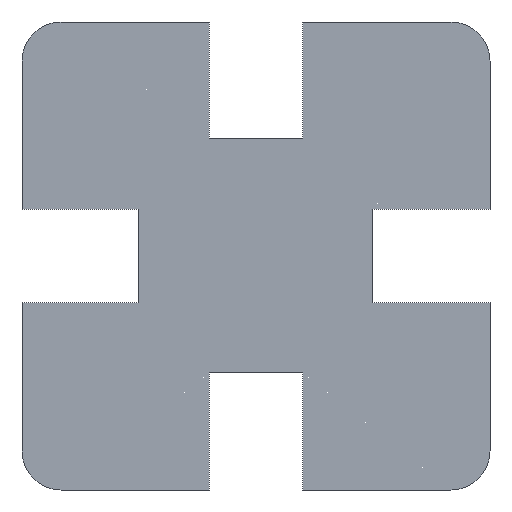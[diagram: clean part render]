
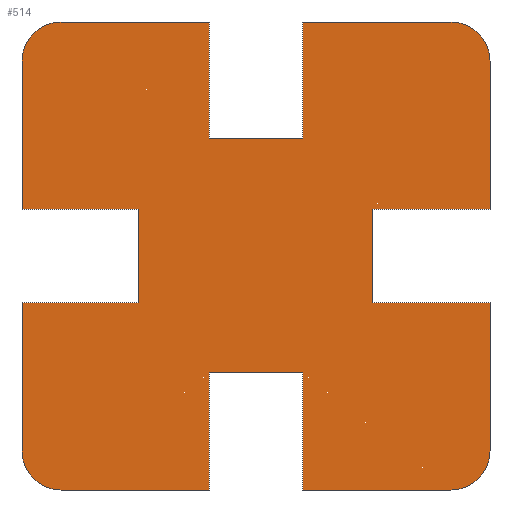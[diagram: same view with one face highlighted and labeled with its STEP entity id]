
A CAD part, front view. The second image highlights one B-rep face of the part: STEP entity #514.
In plain terms, the highlighted planar face has unit normal (0, -1, 0).
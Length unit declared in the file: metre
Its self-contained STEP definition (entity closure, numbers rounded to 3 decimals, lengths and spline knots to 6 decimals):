
#13=CIRCLE('',#532,0.00635);
#15=CIRCLE('',#540,0.00635);
#17=CIRCLE('',#548,0.00635);
#19=CIRCLE('',#556,0.00635);
#120=ORIENTED_EDGE('',*,*,#170,.T.);
#121=ORIENTED_EDGE('',*,*,#174,.T.);
#122=ORIENTED_EDGE('',*,*,#177,.F.);
#123=ORIENTED_EDGE('',*,*,#180,.T.);
#124=ORIENTED_EDGE('',*,*,#183,.T.);
#125=ORIENTED_EDGE('',*,*,#186,.F.);
#126=ORIENTED_EDGE('',*,*,#189,.F.);
#127=ORIENTED_EDGE('',*,*,#192,.T.);
#128=ORIENTED_EDGE('',*,*,#195,.F.);
#129=ORIENTED_EDGE('',*,*,#198,.T.);
#130=ORIENTED_EDGE('',*,*,#201,.T.);
#131=ORIENTED_EDGE('',*,*,#204,.F.);
#132=ORIENTED_EDGE('',*,*,#207,.F.);
#133=ORIENTED_EDGE('',*,*,#210,.T.);
#134=ORIENTED_EDGE('',*,*,#213,.T.);
#135=ORIENTED_EDGE('',*,*,#216,.T.);
#136=ORIENTED_EDGE('',*,*,#219,.F.);
#137=ORIENTED_EDGE('',*,*,#222,.F.);
#138=ORIENTED_EDGE('',*,*,#225,.T.);
#139=ORIENTED_EDGE('',*,*,#228,.T.);
#140=ORIENTED_EDGE('',*,*,#231,.T.);
#141=ORIENTED_EDGE('',*,*,#234,.T.);
#142=ORIENTED_EDGE('',*,*,#237,.F.);
#143=ORIENTED_EDGE('',*,*,#239,.F.);
#170=EDGE_CURVE('',#243,#242,#290,.T.);
#174=EDGE_CURVE('',#242,#245,#13,.T.);
#177=EDGE_CURVE('',#247,#245,#295,.T.);
#180=EDGE_CURVE('',#247,#249,#298,.T.);
#183=EDGE_CURVE('',#249,#251,#301,.T.);
#186=EDGE_CURVE('',#253,#251,#304,.T.);
#189=EDGE_CURVE('',#255,#253,#307,.T.);
#192=EDGE_CURVE('',#255,#257,#15,.T.);
#195=EDGE_CURVE('',#259,#257,#311,.T.);
#198=EDGE_CURVE('',#259,#261,#314,.T.);
#201=EDGE_CURVE('',#261,#263,#317,.T.);
#204=EDGE_CURVE('',#265,#263,#320,.T.);
#207=EDGE_CURVE('',#267,#265,#323,.T.);
#210=EDGE_CURVE('',#267,#269,#17,.T.);
#213=EDGE_CURVE('',#269,#271,#327,.T.);
#216=EDGE_CURVE('',#271,#273,#330,.T.);
#219=EDGE_CURVE('',#275,#273,#333,.T.);
#222=EDGE_CURVE('',#277,#275,#336,.T.);
#225=EDGE_CURVE('',#277,#279,#339,.T.);
#228=EDGE_CURVE('',#279,#281,#19,.T.);
#231=EDGE_CURVE('',#281,#283,#343,.T.);
#234=EDGE_CURVE('',#283,#285,#346,.T.);
#237=EDGE_CURVE('',#287,#285,#349,.T.);
#239=EDGE_CURVE('',#243,#287,#351,.T.);
#242=VERTEX_POINT('',#703);
#243=VERTEX_POINT('',#705);
#245=VERTEX_POINT('',#711);
#247=VERTEX_POINT('',#717);
#249=VERTEX_POINT('',#723);
#251=VERTEX_POINT('',#729);
#253=VERTEX_POINT('',#735);
#255=VERTEX_POINT('',#741);
#257=VERTEX_POINT('',#747);
#259=VERTEX_POINT('',#753);
#261=VERTEX_POINT('',#759);
#263=VERTEX_POINT('',#765);
#265=VERTEX_POINT('',#771);
#267=VERTEX_POINT('',#777);
#269=VERTEX_POINT('',#783);
#271=VERTEX_POINT('',#789);
#273=VERTEX_POINT('',#795);
#275=VERTEX_POINT('',#801);
#277=VERTEX_POINT('',#807);
#279=VERTEX_POINT('',#813);
#281=VERTEX_POINT('',#819);
#283=VERTEX_POINT('',#825);
#285=VERTEX_POINT('',#831);
#287=VERTEX_POINT('',#837);
#290=LINE('',#704,#354);
#295=LINE('',#718,#359);
#298=LINE('',#724,#362);
#301=LINE('',#730,#365);
#304=LINE('',#736,#368);
#307=LINE('',#742,#371);
#311=LINE('',#754,#375);
#314=LINE('',#760,#378);
#317=LINE('',#766,#381);
#320=LINE('',#772,#384);
#323=LINE('',#778,#387);
#327=LINE('',#790,#391);
#330=LINE('',#796,#394);
#333=LINE('',#802,#397);
#336=LINE('',#808,#400);
#339=LINE('',#814,#403);
#343=LINE('',#826,#407);
#346=LINE('',#832,#410);
#349=LINE('',#838,#413);
#351=LINE('',#841,#415);
#354=VECTOR('',#569,1.);
#359=VECTOR('',#582,1.);
#362=VECTOR('',#587,1.);
#365=VECTOR('',#592,1.);
#368=VECTOR('',#597,1.);
#371=VECTOR('',#602,1.);
#375=VECTOR('',#614,1.);
#378=VECTOR('',#619,1.);
#381=VECTOR('',#624,1.);
#384=VECTOR('',#629,1.);
#387=VECTOR('',#634,1.);
#391=VECTOR('',#646,1.);
#394=VECTOR('',#651,1.);
#397=VECTOR('',#656,1.);
#400=VECTOR('',#661,1.);
#403=VECTOR('',#666,1.);
#407=VECTOR('',#678,1.);
#410=VECTOR('',#683,1.);
#413=VECTOR('',#688,1.);
#415=VECTOR('',#692,1.);
#440=EDGE_LOOP('',(#120,#121,#122,#123,#124,#125,#126,#127,#128,#129,#130,
#131,#132,#133,#134,#135,#136,#137,#138,#139,#140,#141,#142,#143));
#466=FACE_BOUND('',#440,.T.);
#488=PLANE('',#561);
#514=ADVANCED_FACE('',(#466),#488,.T.);
#532=AXIS2_PLACEMENT_3D('',#712,#576,#577);
#540=AXIS2_PLACEMENT_3D('',#748,#608,#609);
#548=AXIS2_PLACEMENT_3D('',#784,#640,#641);
#556=AXIS2_PLACEMENT_3D('',#820,#672,#673);
#561=AXIS2_PLACEMENT_3D('',#842,#693,#694);
#569=DIRECTION('',(0.,0.,-1.));
#576=DIRECTION('',(0.,-1.,0.));
#577=DIRECTION('',(0.,0.,-1.));
#582=DIRECTION('',(-1.,0.,0.));
#587=DIRECTION('',(0.,0.,1.));
#592=DIRECTION('',(1.,0.,0.));
#597=DIRECTION('',(0.,0.,1.));
#602=DIRECTION('',(-1.,0.,0.));
#608=DIRECTION('',(0.,-1.,0.));
#609=DIRECTION('',(0.,0.,-1.));
#614=DIRECTION('',(0.,0.,-1.));
#619=DIRECTION('',(-1.,0.,0.));
#624=DIRECTION('',(0.,0.,1.));
#629=DIRECTION('',(-1.,0.,0.));
#634=DIRECTION('',(0.,0.,-1.));
#640=DIRECTION('',(0.,-1.,0.));
#641=DIRECTION('',(0.,0.,-1.));
#646=DIRECTION('',(-1.,0.,0.));
#651=DIRECTION('',(0.,0.,-1.));
#656=DIRECTION('',(1.,0.,0.));
#661=DIRECTION('',(0.,0.,-1.));
#666=DIRECTION('',(-1.,0.,0.));
#672=DIRECTION('',(0.,-1.,0.));
#673=DIRECTION('',(0.,0.,-1.));
#678=DIRECTION('',(0.,0.,-1.));
#683=DIRECTION('',(1.,0.,0.));
#688=DIRECTION('',(0.,0.,1.));
#692=DIRECTION('',(1.,0.,0.));
#693=DIRECTION('',(0.,-1.,0.));
#694=DIRECTION('',(1.,0.,0.));
#703=CARTESIAN_POINT('',(-0.0381,-0.0254,-0.03175));
#704=CARTESIAN_POINT('',(-0.0381,-0.0254,-0.019685));
#705=CARTESIAN_POINT('',(-0.0381,-0.0254,-0.00762));
#711=CARTESIAN_POINT('',(-0.03175,-0.0254,-0.0381));
#712=CARTESIAN_POINT('',(-0.03175,-0.0254,-0.03175));
#717=CARTESIAN_POINT('',(-0.00762,-0.0254,-0.0381));
#718=CARTESIAN_POINT('',(-0.019685,-0.0254,-0.0381));
#723=CARTESIAN_POINT('',(-0.00762,-0.0254,-0.01905));
#724=CARTESIAN_POINT('',(-0.00762,-0.0254,-0.028575));
#729=CARTESIAN_POINT('',(0.00762,-0.0254,-0.01905));
#730=CARTESIAN_POINT('',(0.,-0.0254,-0.01905));
#735=CARTESIAN_POINT('',(0.00762,-0.0254,-0.0381));
#736=CARTESIAN_POINT('',(0.00762,-0.0254,-0.028575));
#741=CARTESIAN_POINT('',(0.03175,-0.0254,-0.0381));
#742=CARTESIAN_POINT('',(0.019685,-0.0254,-0.0381));
#747=CARTESIAN_POINT('',(0.0381,-0.0254,-0.03175));
#748=CARTESIAN_POINT('',(0.03175,-0.0254,-0.03175));
#753=CARTESIAN_POINT('',(0.0381,-0.0254,-0.00762));
#754=CARTESIAN_POINT('',(0.0381,-0.0254,-0.019685));
#759=CARTESIAN_POINT('',(0.01905,-0.0254,-0.00762));
#760=CARTESIAN_POINT('',(0.028575,-0.0254,-0.00762));
#765=CARTESIAN_POINT('',(0.01905,-0.0254,0.00762));
#766=CARTESIAN_POINT('',(0.01905,-0.0254,0.));
#771=CARTESIAN_POINT('',(0.0381,-0.0254,0.00762));
#772=CARTESIAN_POINT('',(0.028575,-0.0254,0.00762));
#777=CARTESIAN_POINT('',(0.0381,-0.0254,0.03175));
#778=CARTESIAN_POINT('',(0.0381,-0.0254,0.019685));
#783=CARTESIAN_POINT('',(0.03175,-0.0254,0.0381));
#784=CARTESIAN_POINT('',(0.03175,-0.0254,0.03175));
#789=CARTESIAN_POINT('',(0.00762,-0.0254,0.0381));
#790=CARTESIAN_POINT('',(0.019685,-0.0254,0.0381));
#795=CARTESIAN_POINT('',(0.00762,-0.0254,0.01905));
#796=CARTESIAN_POINT('',(0.00762,-0.0254,0.028575));
#801=CARTESIAN_POINT('',(-0.00762,-0.0254,0.01905));
#802=CARTESIAN_POINT('',(0.,-0.0254,0.01905));
#807=CARTESIAN_POINT('',(-0.00762,-0.0254,0.0381));
#808=CARTESIAN_POINT('',(-0.00762,-0.0254,0.028575));
#813=CARTESIAN_POINT('',(-0.03175,-0.0254,0.0381));
#814=CARTESIAN_POINT('',(-0.019685,-0.0254,0.0381));
#819=CARTESIAN_POINT('',(-0.0381,-0.0254,0.03175));
#820=CARTESIAN_POINT('',(-0.03175,-0.0254,0.03175));
#825=CARTESIAN_POINT('',(-0.0381,-0.0254,0.00762));
#826=CARTESIAN_POINT('',(-0.0381,-0.0254,0.019685));
#831=CARTESIAN_POINT('',(-0.01905,-0.0254,0.00762));
#832=CARTESIAN_POINT('',(-0.028575,-0.0254,0.00762));
#837=CARTESIAN_POINT('',(-0.01905,-0.0254,-0.00762));
#838=CARTESIAN_POINT('',(-0.01905,-0.0254,0.));
#841=CARTESIAN_POINT('',(-0.028575,-0.0254,-0.00762));
#842=CARTESIAN_POINT('',(0.,-0.0254,0.));
